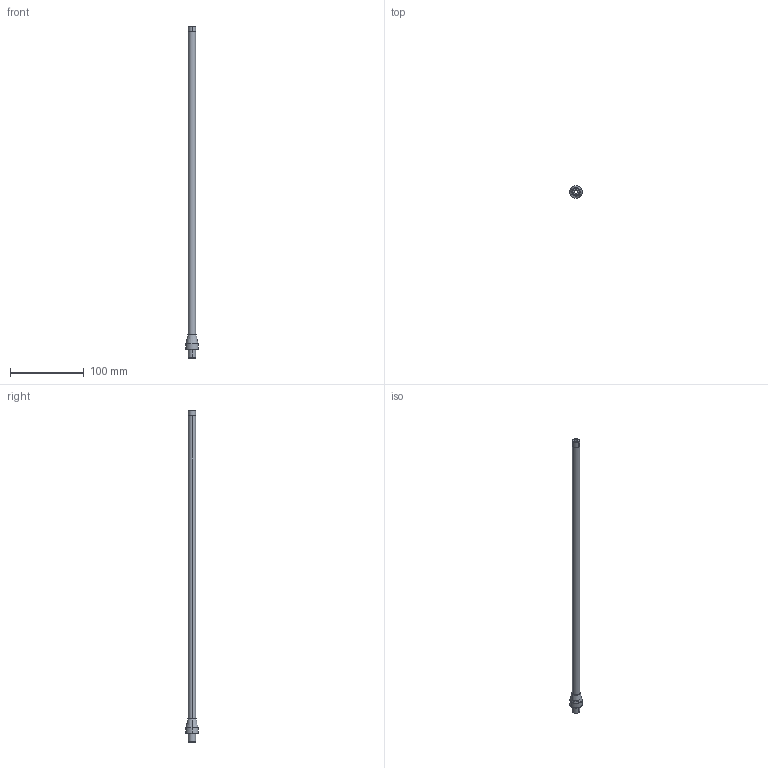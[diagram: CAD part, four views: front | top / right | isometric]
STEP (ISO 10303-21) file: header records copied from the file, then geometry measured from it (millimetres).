
FILE_DESCRIPTION((''),'2;1');
FILE_NAME('35485-00_SW0002','2025-12-09T11:27:59',('julian.egg'),(''),'CREO PARAMETRIC BY PTC INC, 2025323','CREO PARAMETRIC BY PTC INC, 2025323','');
FILE_SCHEMA(('CONFIG_CONTROL_DESIGN'));
Length unit declared in the file: millimetre
Products named in the file (1): 35485-00_SW0002
Bounding box: 17 x 17 x 450 mm (x, y, z)
Volume: 28299.2 mm3; surface area: 22851.1 mm2
Topology: 1 solids, 1 shells, 57 faces, 114 edges, 64 vertices
Faces by surface type: cylinder 20, torus 16, cone 14, plane 7
Entity records: 1522 total; most frequent: DIRECTION 308, CARTESIAN_POINT 235, ORIENTED_EDGE 228, AXIS2_PLACEMENT_3D 137, EDGE_CURVE 114, CIRCLE 80, VERTEX_POINT 64, EDGE_LOOP 64
